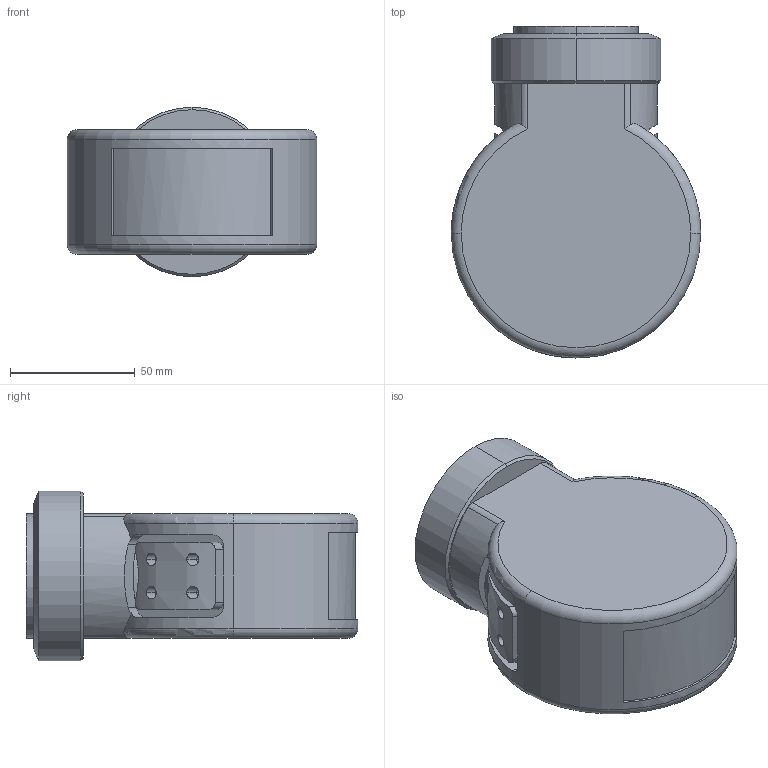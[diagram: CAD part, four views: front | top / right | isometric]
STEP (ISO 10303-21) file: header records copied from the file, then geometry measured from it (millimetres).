
FILE_DESCRIPTION (( 'STEP AP203' ), '1' );
FILE_NAME ('5_默认_sldprt.STEP', '2024-05-21T09:59:43', ( '' ), ( '' ), 'SwSTEP 2.0', 'SolidWorks 2022', '' );
FILE_SCHEMA (( 'CONFIG_CONTROL_DESIGN' ));
Length unit declared in the file: millimetre
Products named in the file (1): 5_默认_sldprt
Bounding box: 100 x 133 x 68 mm (x, y, z)
Volume: 492149.6 mm3; surface area: 45021.5 mm2
Topology: 1 solids, 1 shells, 149 faces, 384 edges, 226 vertices
Faces by surface type: cylinder 60, cone 48, plane 32, torus 6, bspline 3
Entity records: 6255 total; most frequent: CARTESIAN_POINT 2759, ORIENTED_EDGE 720, DIRECTION 708, EDGE_CURVE 360, AXIS2_PLACEMENT_3D 285, VERTEX_POINT 226, EDGE_LOOP 162, FACE_OUTER_BOUND 149
